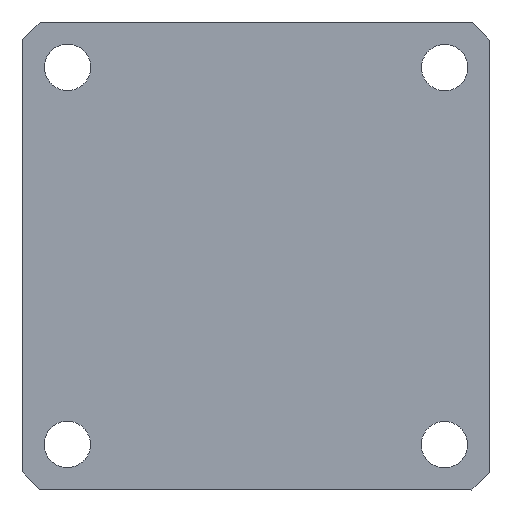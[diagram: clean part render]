
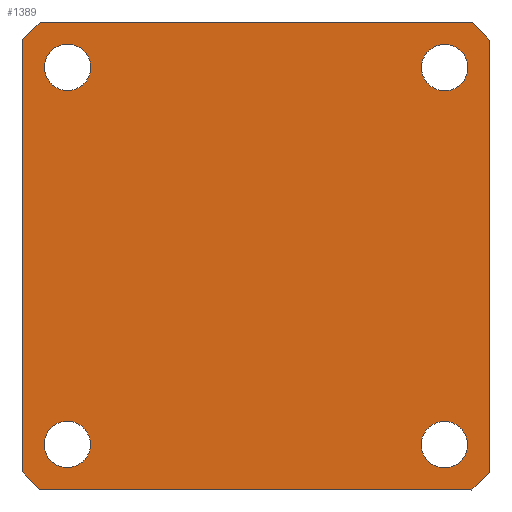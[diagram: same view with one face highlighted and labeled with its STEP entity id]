
A CAD part, front view. The second image highlights one B-rep face of the part: STEP entity #1389.
In plain terms, the highlighted planar face has unit normal (0, -1, 0).
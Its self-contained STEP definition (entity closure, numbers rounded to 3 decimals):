
#1 = LINE ( 'NONE', #227, #1370 ) ;
#4 = VERTEX_POINT ( 'NONE', #1413 ) ;
#11 = ORIENTED_EDGE ( 'NONE', *, *, #1216, .T. ) ;
#19 = AXIS2_PLACEMENT_3D ( 'NONE', #241, #689, #143 ) ;
#32 = CARTESIAN_POINT ( 'NONE',  ( -2.197, 10., 16.377 ) ) ;
#35 = ORIENTED_EDGE ( 'NONE', *, *, #454, .T. ) ;
#36 = ORIENTED_EDGE ( 'NONE', *, *, #66, .F. ) ;
#37 = EDGE_CURVE ( 'NONE', #791, #808, #1, .T. ) ;
#48 = ORIENTED_EDGE ( 'NONE', *, *, #105, .T. ) ;
#53 = DIRECTION ( 'NONE',  ( 0., 1., 0. ) ) ;
#56 = CARTESIAN_POINT ( 'NONE',  ( 20.205, 10., 17.818 ) ) ;
#57 = CARTESIAN_POINT ( 'NONE',  ( 17.803, 10., 15.131 ) ) ;
#66 = EDGE_CURVE ( 'NONE', #808, #928, #902, .T. ) ;
#68 = LINE ( 'NONE', #1330, #1429 ) ;
#71 = ORIENTED_EDGE ( 'NONE', *, *, #75, .F. ) ;
#75 = EDGE_CURVE ( 'NONE', #361, #791, #887, .T. ) ;
#90 = DIRECTION ( 'NONE',  ( 0., 0., 1. ) ) ;
#101 = DIRECTION ( 'NONE',  ( -1., 0., 0.001 ) ) ;
#105 = EDGE_CURVE ( 'NONE', #1405, #597, #558, .T. ) ;
#109 = DIRECTION ( 'NONE',  ( 0., 1., 0. ) ) ;
#112 = CIRCLE ( 'NONE', #1230, 1.23 ) ;
#137 = VECTOR ( 'NONE', #1452, 1000. ) ;
#141 = VERTEX_POINT ( 'NONE', #1244 ) ;
#143 = DIRECTION ( 'NONE',  ( 0., 0., 1. ) ) ;
#163 = EDGE_CURVE ( 'NONE', #597, #1405, #673, .T. ) ;
#196 = ORIENTED_EDGE ( 'NONE', *, *, #708, .F. ) ;
#216 = DIRECTION ( 'NONE',  ( 0.707, 0., -0.708 ) ) ;
#219 = VERTEX_POINT ( 'NONE', #57 ) ;
#225 = CARTESIAN_POINT ( 'NONE',  ( -2.197, 10., 16.377 ) ) ;
#227 = CARTESIAN_POINT ( 'NONE',  ( -3.653, 10., 18.779 ) ) ;
#228 = CIRCLE ( 'NONE', #868, 1.23 ) ;
#237 = CARTESIAN_POINT ( 'NONE',  ( 17.803, 10., 16.361 ) ) ;
#241 = CARTESIAN_POINT ( 'NONE',  ( -2.213, 10., -3.623 ) ) ;
#247 = ORIENTED_EDGE ( 'NONE', *, *, #739, .T. ) ;
#255 = CARTESIAN_POINT ( 'NONE',  ( -3.674, 10., -6.021 ) ) ;
#262 = DIRECTION ( 'NONE',  ( -0.707, 0., 0.708 ) ) ;
#268 = LINE ( 'NONE', #255, #1407 ) ;
#276 = ORIENTED_EDGE ( 'NONE', *, *, #163, .T. ) ;
#301 = CIRCLE ( 'NONE', #19, 1.23 ) ;
#308 = DIRECTION ( 'NONE',  ( 0.001, 0., 1. ) ) ;
#318 = LINE ( 'NONE', #886, #392 ) ;
#319 = DIRECTION ( 'NONE',  ( 0., 1., 0. ) ) ;
#338 = DIRECTION ( 'NONE',  ( 0., 0., 1. ) ) ;
#340 = EDGE_CURVE ( 'NONE', #639, #1077, #228, .T. ) ;
#341 = DIRECTION ( 'NONE',  ( 0., 1., 0. ) ) ;
#349 = VECTOR ( 'NONE', #523, 1000. ) ;
#361 = VERTEX_POINT ( 'NONE', #643 ) ;
#367 = ORIENTED_EDGE ( 'NONE', *, *, #1343, .F. ) ;
#383 = FACE_BOUND ( 'NONE', #941, .T. ) ;
#392 = VECTOR ( 'NONE', #101, 1000. ) ;
#446 = AXIS2_PLACEMENT_3D ( 'NONE', #906, #109, #338 ) ;
#452 = CARTESIAN_POINT ( 'NONE',  ( 17.803, 10., 17.59 ) ) ;
#454 = EDGE_CURVE ( 'NONE', #141, #904, #112, .T. ) ;
#479 = VERTEX_POINT ( 'NONE', #587 ) ;
#483 = FACE_BOUND ( 'NONE', #491, .T. ) ;
#491 = EDGE_LOOP ( 'NONE', ( #506, #852 ) ) ;
#496 = AXIS2_PLACEMENT_3D ( 'NONE', #237, #806, #1234 ) ;
#506 = ORIENTED_EDGE ( 'NONE', *, *, #848, .T. ) ;
#512 = EDGE_LOOP ( 'NONE', ( #1181, #367, #897, #196, #1277, #36, #1169, #71 ) ) ;
#513 = AXIS2_PLACEMENT_3D ( 'NONE', #1109, #319, #90 ) ;
#523 = DIRECTION ( 'NONE',  ( -0.001, 0., -1. ) ) ;
#558 = CIRCLE ( 'NONE', #1395, 1.23 ) ;
#587 = CARTESIAN_POINT ( 'NONE',  ( 20.186, 10., -5.1 ) ) ;
#597 = VERTEX_POINT ( 'NONE', #1125 ) ;
#605 = EDGE_CURVE ( 'NONE', #4, #809, #318, .T. ) ;
#608 = FACE_BOUND ( 'NONE', #1186, .T. ) ;
#632 = CARTESIAN_POINT ( 'NONE',  ( 20.205, 10., 17.818 ) ) ;
#639 = VERTEX_POINT ( 'NONE', #1202 ) ;
#643 = CARTESIAN_POINT ( 'NONE',  ( -4.595, 10., 17.838 ) ) ;
#649 = DIRECTION ( 'NONE',  ( 0., 0., 1. ) ) ;
#659 = LINE ( 'NONE', #856, #1014 ) ;
#673 = CIRCLE ( 'NONE', #513, 1.23 ) ;
#682 = CARTESIAN_POINT ( 'NONE',  ( -3.653, 10., 18.779 ) ) ;
#689 = DIRECTION ( 'NONE',  ( 0., 1., 0. ) ) ;
#697 = CARTESIAN_POINT ( 'NONE',  ( 19.264, 10., 18.76 ) ) ;
#703 = PLANE ( 'NONE',  #1336 ) ;
#708 = EDGE_CURVE ( 'NONE', #479, #4, #659, .T. ) ;
#710 = EDGE_CURVE ( 'NONE', #928, #479, #1221, .T. ) ;
#739 = EDGE_CURVE ( 'NONE', #904, #141, #1375, .T. ) ;
#744 = DIRECTION ( 'NONE',  ( -0.708, 0., -0.707 ) ) ;
#758 = CIRCLE ( 'NONE', #496, 1.23 ) ;
#767 = VERTEX_POINT ( 'NONE', #1271 ) ;
#791 = VERTEX_POINT ( 'NONE', #682 ) ;
#795 = EDGE_CURVE ( 'NONE', #219, #867, #1088, .T. ) ;
#800 = AXIS2_PLACEMENT_3D ( 'NONE', #225, #1139, #922 ) ;
#806 = DIRECTION ( 'NONE',  ( 0., 1., 0. ) ) ;
#808 = VERTEX_POINT ( 'NONE', #697 ) ;
#809 = VERTEX_POINT ( 'NONE', #1377 ) ;
#838 = FACE_BOUND ( 'NONE', #875, .T. ) ;
#848 = EDGE_CURVE ( 'NONE', #1077, #639, #301, .T. ) ;
#851 = DIRECTION ( 'NONE',  ( 0., 1., 0. ) ) ;
#852 = ORIENTED_EDGE ( 'NONE', *, *, #340, .T. ) ;
#856 = CARTESIAN_POINT ( 'NONE',  ( 20.186, 10., -5.1 ) ) ;
#859 = ORIENTED_EDGE ( 'NONE', *, *, #795, .T. ) ;
#867 = VERTEX_POINT ( 'NONE', #452 ) ;
#868 = AXIS2_PLACEMENT_3D ( 'NONE', #1340, #1003, #649 ) ;
#875 = EDGE_LOOP ( 'NONE', ( #247, #35 ) ) ;
#886 = CARTESIAN_POINT ( 'NONE',  ( 19.244, 10., -6.04 ) ) ;
#887 = LINE ( 'NONE', #993, #137 ) ;
#893 = CARTESIAN_POINT ( 'NONE',  ( 17.787, 10., -3.639 ) ) ;
#897 = ORIENTED_EDGE ( 'NONE', *, *, #605, .F. ) ;
#902 = LINE ( 'NONE', #1364, #1203 ) ;
#904 = VERTEX_POINT ( 'NONE', #1078 ) ;
#906 = CARTESIAN_POINT ( 'NONE',  ( 17.803, 10., 16.361 ) ) ;
#922 = DIRECTION ( 'NONE',  ( 0., 0., 1. ) ) ;
#928 = VERTEX_POINT ( 'NONE', #56 ) ;
#934 = DIRECTION ( 'NONE',  ( 0., 0., 1. ) ) ;
#941 = EDGE_LOOP ( 'NONE', ( #276, #48 ) ) ;
#993 = CARTESIAN_POINT ( 'NONE',  ( -4.595, 10., 17.838 ) ) ;
#1003 = DIRECTION ( 'NONE',  ( 0., 1., 0. ) ) ;
#1014 = VECTOR ( 'NONE', #744, 1000. ) ;
#1043 = DIRECTION ( 'NONE',  ( 0., 0., 1. ) ) ;
#1059 = CARTESIAN_POINT ( 'NONE',  ( 17.787, 10., -2.41 ) ) ;
#1077 = VERTEX_POINT ( 'NONE', #1313 ) ;
#1078 = CARTESIAN_POINT ( 'NONE',  ( -2.197, 10., 15.148 ) ) ;
#1088 = CIRCLE ( 'NONE', #446, 1.23 ) ;
#1109 = CARTESIAN_POINT ( 'NONE',  ( 17.787, 10., -3.639 ) ) ;
#1125 = CARTESIAN_POINT ( 'NONE',  ( 17.787, 10., -4.869 ) ) ;
#1134 = EDGE_CURVE ( 'NONE', #767, #361, #68, .T. ) ;
#1139 = DIRECTION ( 'NONE',  ( 0., 1., 0. ) ) ;
#1168 = CARTESIAN_POINT ( 'NONE',  ( 0., 10., 0. ) ) ;
#1169 = ORIENTED_EDGE ( 'NONE', *, *, #37, .F. ) ;
#1181 = ORIENTED_EDGE ( 'NONE', *, *, #1134, .F. ) ;
#1186 = EDGE_LOOP ( 'NONE', ( #859, #11 ) ) ;
#1202 = CARTESIAN_POINT ( 'NONE',  ( -2.213, 10., -2.393 ) ) ;
#1203 = VECTOR ( 'NONE', #216, 1000. ) ;
#1216 = EDGE_CURVE ( 'NONE', #867, #219, #758, .T. ) ;
#1221 = LINE ( 'NONE', #632, #349 ) ;
#1230 = AXIS2_PLACEMENT_3D ( 'NONE', #32, #851, #1043 ) ;
#1234 = DIRECTION ( 'NONE',  ( 0., 0., 1. ) ) ;
#1244 = CARTESIAN_POINT ( 'NONE',  ( -2.197, 10., 17.607 ) ) ;
#1271 = CARTESIAN_POINT ( 'NONE',  ( -4.614, 10., -5.079 ) ) ;
#1277 = ORIENTED_EDGE ( 'NONE', *, *, #710, .F. ) ;
#1313 = CARTESIAN_POINT ( 'NONE',  ( -2.213, 10., -4.852 ) ) ;
#1330 = CARTESIAN_POINT ( 'NONE',  ( -4.614, 10., -5.079 ) ) ;
#1336 = AXIS2_PLACEMENT_3D ( 'NONE', #1168, #53, #934 ) ;
#1340 = CARTESIAN_POINT ( 'NONE',  ( -2.213, 10., -3.623 ) ) ;
#1343 = EDGE_CURVE ( 'NONE', #809, #767, #268, .T. ) ;
#1347 = DIRECTION ( 'NONE',  ( 0., 0., 1. ) ) ;
#1364 = CARTESIAN_POINT ( 'NONE',  ( 19.264, 10., 18.76 ) ) ;
#1370 = VECTOR ( 'NONE', #1459, 1000. ) ;
#1375 = CIRCLE ( 'NONE', #800, 1.23 ) ;
#1377 = CARTESIAN_POINT ( 'NONE',  ( -3.674, 10., -6.021 ) ) ;
#1389 = ADVANCED_FACE ( 'NONE', ( #1409, #608, #383, #483, #838 ), #703, .F. ) ;
#1395 = AXIS2_PLACEMENT_3D ( 'NONE', #893, #341, #1347 ) ;
#1405 = VERTEX_POINT ( 'NONE', #1059 ) ;
#1407 = VECTOR ( 'NONE', #262, 1000. ) ;
#1409 = FACE_OUTER_BOUND ( 'NONE', #512, .T. ) ;
#1413 = CARTESIAN_POINT ( 'NONE',  ( 19.244, 10., -6.04 ) ) ;
#1429 = VECTOR ( 'NONE', #308, 1000. ) ;
#1452 = DIRECTION ( 'NONE',  ( 0.708, 0., 0.707 ) ) ;
#1459 = DIRECTION ( 'NONE',  ( 1., 0., -0.001 ) ) ;
